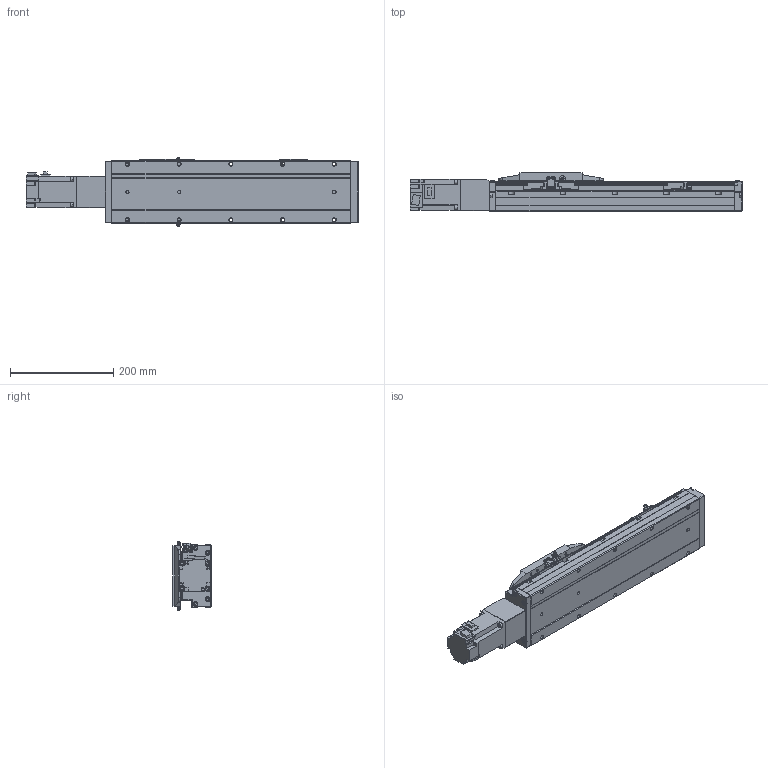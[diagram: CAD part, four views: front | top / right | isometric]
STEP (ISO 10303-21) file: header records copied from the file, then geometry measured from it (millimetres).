
FILE_DESCRIPTION (( 'STEP AP214' ), '1' );
FILE_NAME ('MTU120BC-16XLD-0250-XXXX.STEP', '2025-02-27T13:28:04', ( '' ), ( '' ), 'SwSTEP 2.0', 'SolidWorks 2022', '' );
FILE_SCHEMA (( 'AUTOMOTIVE_DESIGN' ));
Length unit declared in the file: millimetre
Products named in the file (11): MTU120-250-1; MTU120-250SENSORPLATE; MTU120-250-4; MTU120-250CARRIAGE; MTU120-250SENSOR; MTU120-250MOTOR; FANG STICKER; MTU120-250-2; MTU120-250FANGTOOTH; MTU120-250-3; MTU120BC-16XLD-0250-XXXX
Assembly tree (14 placements, depth 2):
  MTU120BC-16XLD-0250-XXXX
    MTU120-250-1
    MTU120-250-2
    MTU120-250-3
    MTU120-250MOTOR
    MTU120-250CARRIAGE
    MTU120-250-4
    MTU120-250SENSORPLATE  x3
    MTU120-250SENSOR  x3
    MTU120-250FANGTOOTH
    FANG STICKER
Bounding box: 642.3 x 76 x 133.6 mm (x, y, z)
Volume: 3842556.4 mm3; surface area: 366435.9 mm2
Topology: 14 solids, 15 shells, 1629 faces, 4212 edges, 2739 vertices
Faces by surface type: plane 1055, cylinder 430, cone 90, torus 50, sphere 4
Entity records: 41975 total; most frequent: CARTESIAN_POINT 7637, DIRECTION 7068, ORIENTED_EDGE 6972, EDGE_CURVE 3486, VECTOR 2608, LINE 2608, VERTEX_POINT 2267, AXIS2_PLACEMENT_3D 2230
